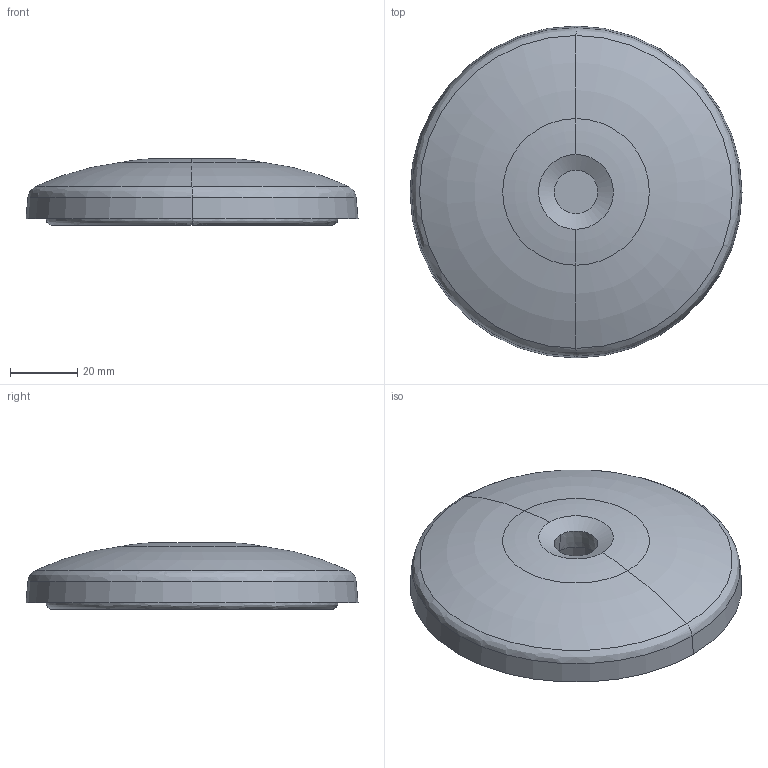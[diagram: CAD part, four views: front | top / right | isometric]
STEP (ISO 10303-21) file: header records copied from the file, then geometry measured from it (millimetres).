
FILE_DESCRIPTION (( 'STEP AP203' ), '1' );
FILE_NAME ('203600407_c_1.STEP', '2022-06-23T16:37:11', ( '' ), ( '' ), 'SwSTEP 2.0', 'SolidWorks 2014', '' );
FILE_SCHEMA (( 'CONFIG_CONTROL_DESIGN' ));
Length unit declared in the file: millimetre
Products named in the file (1): 203600407_c_1
Bounding box: 99 x 99 x 19.94 mm (x, y, z)
Volume: 109663.7 mm3; surface area: 24767.2 mm2
Topology: 1 solids, 1 shells, 48 faces, 95 edges, 57 vertices
Faces by surface type: cylinder 14, bspline 13, plane 9, cone 8, torus 4
Entity records: 23969 total; most frequent: CARTESIAN_POINT 22937, DIRECTION 204, ORIENTED_EDGE 190, EDGE_CURVE 95, AXIS2_PLACEMENT_3D 91, VERTEX_POINT 57, EDGE_LOOP 56, CIRCLE 55
